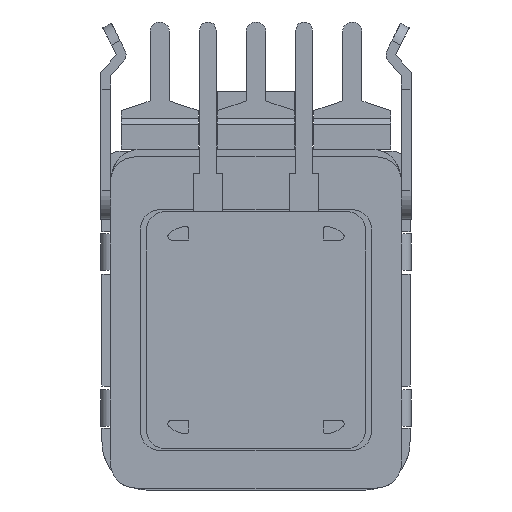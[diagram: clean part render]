
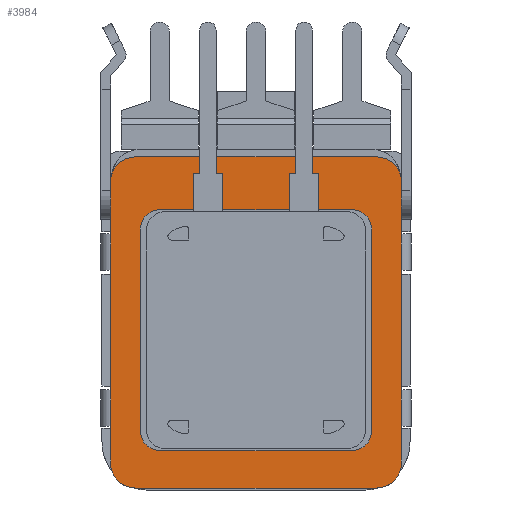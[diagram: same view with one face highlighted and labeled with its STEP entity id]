
A CAD part, front view. The second image highlights one B-rep face of the part: STEP entity #3984.
In plain terms, the highlighted planar face has unit normal (0, -1, 0).
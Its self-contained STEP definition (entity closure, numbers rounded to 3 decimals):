
#3798 = VERTEX_POINT('',#3799);
#3799 = CARTESIAN_POINT('',(6.,-3.55,-5.25));
#3805 = EDGE_CURVE('',#3806,#3798,#3808,.T.);
#3806 = VERTEX_POINT('',#3807);
#3807 = CARTESIAN_POINT('',(5.,-3.55,-6.25));
#3808 = CIRCLE('',#3809,1.);
#3809 = AXIS2_PLACEMENT_3D('',#3810,#3811,#3812);
#3810 = CARTESIAN_POINT('',(5.,-3.55,-5.25));
#3811 = DIRECTION('',(0.,-1.,0.));
#3812 = DIRECTION('',(0.,0.,-1.));
#3966 = EDGE_CURVE('',#3806,#3967,#3969,.T.);
#3967 = VERTEX_POINT('',#3968);
#3968 = CARTESIAN_POINT('',(-5.,-3.55,-6.25));
#3969 = LINE('',#3970,#3971);
#3970 = CARTESIAN_POINT('',(5.,-3.55,-6.25));
#3971 = VECTOR('',#3972,1.);
#3972 = DIRECTION('',(-1.,0.,0.));
#3984 = ADVANCED_FACE('',(#3985,#4135),#4188,.T.);
#3985 = FACE_BOUND('',#3986,.F.);
#3986 = EDGE_LOOP('',(#3987,#3997,#4005,#4013,#4022,#4030,#4039,#4047,
    #4055,#4063,#4071,#4079,#4087,#4096,#4104,#4113,#4121,#4129));
#3987 = ORIENTED_EDGE('',*,*,#3988,.F.);
#3988 = EDGE_CURVE('',#3989,#3991,#3993,.T.);
#3989 = VERTEX_POINT('',#3990);
#3990 = CARTESIAN_POINT('',(-7.55,-3.55,5.));
#3991 = VERTEX_POINT('',#3992);
#3992 = CARTESIAN_POINT('',(-7.55,-3.55,3.1));
#3993 = LINE('',#3994,#3995);
#3994 = CARTESIAN_POINT('',(-7.55,-3.55,5.));
#3995 = VECTOR('',#3996,1.);
#3996 = DIRECTION('',(0.,0.,-1.));
#3997 = ORIENTED_EDGE('',*,*,#3998,.F.);
#3998 = EDGE_CURVE('',#3999,#3989,#4001,.T.);
#3999 = VERTEX_POINT('',#4000);
#4000 = CARTESIAN_POINT('',(-7.55,-3.55,5.75));
#4001 = LINE('',#4002,#4003);
#4002 = CARTESIAN_POINT('',(-7.55,-3.55,5.75));
#4003 = VECTOR('',#4004,1.);
#4004 = DIRECTION('',(0.,0.,-1.));
#4005 = ORIENTED_EDGE('',*,*,#4006,.F.);
#4006 = EDGE_CURVE('',#4007,#3999,#4009,.T.);
#4007 = VERTEX_POINT('',#4008);
#4008 = CARTESIAN_POINT('',(-7.55,-3.55,7.7));
#4009 = LINE('',#4010,#4011);
#4010 = CARTESIAN_POINT('',(-7.55,-3.55,7.7));
#4011 = VECTOR('',#4012,1.);
#4012 = DIRECTION('',(0.,0.,-1.));
#4013 = ORIENTED_EDGE('',*,*,#4014,.T.);
#4014 = EDGE_CURVE('',#4007,#4015,#4017,.T.);
#4015 = VERTEX_POINT('',#4016);
#4016 = CARTESIAN_POINT('',(-6.25,-3.55,9.));
#4017 = CIRCLE('',#4018,1.3);
#4018 = AXIS2_PLACEMENT_3D('',#4019,#4020,#4021);
#4019 = CARTESIAN_POINT('',(-6.25,-3.55,7.7));
#4020 = DIRECTION('',(0.,1.,0.));
#4021 = DIRECTION('',(-1.,0.,0.));
#4022 = ORIENTED_EDGE('',*,*,#4023,.F.);
#4023 = EDGE_CURVE('',#4024,#4015,#4026,.T.);
#4024 = VERTEX_POINT('',#4025);
#4025 = CARTESIAN_POINT('',(6.25,-3.55,9.));
#4026 = LINE('',#4027,#4028);
#4027 = CARTESIAN_POINT('',(6.25,-3.55,9.));
#4028 = VECTOR('',#4029,1.);
#4029 = DIRECTION('',(-1.,0.,0.));
#4030 = ORIENTED_EDGE('',*,*,#4031,.T.);
#4031 = EDGE_CURVE('',#4024,#4032,#4034,.T.);
#4032 = VERTEX_POINT('',#4033);
#4033 = CARTESIAN_POINT('',(7.55,-3.55,7.7));
#4034 = CIRCLE('',#4035,1.3);
#4035 = AXIS2_PLACEMENT_3D('',#4036,#4037,#4038);
#4036 = CARTESIAN_POINT('',(6.25,-3.55,7.7));
#4037 = DIRECTION('',(0.,1.,0.));
#4038 = DIRECTION('',(0.,-0.,1.));
#4039 = ORIENTED_EDGE('',*,*,#4040,.T.);
#4040 = EDGE_CURVE('',#4032,#4041,#4043,.T.);
#4041 = VERTEX_POINT('',#4042);
#4042 = CARTESIAN_POINT('',(7.55,-3.55,5.75));
#4043 = LINE('',#4044,#4045);
#4044 = CARTESIAN_POINT('',(7.55,-3.55,7.7));
#4045 = VECTOR('',#4046,1.);
#4046 = DIRECTION('',(0.,0.,-1.));
#4047 = ORIENTED_EDGE('',*,*,#4048,.F.);
#4048 = EDGE_CURVE('',#4049,#4041,#4051,.T.);
#4049 = VERTEX_POINT('',#4050);
#4050 = CARTESIAN_POINT('',(7.55,-3.55,5.));
#4051 = LINE('',#4052,#4053);
#4052 = CARTESIAN_POINT('',(7.55,-3.55,5.));
#4053 = VECTOR('',#4054,1.);
#4054 = DIRECTION('',(0.,0.,1.));
#4055 = ORIENTED_EDGE('',*,*,#4056,.F.);
#4056 = EDGE_CURVE('',#4057,#4049,#4059,.T.);
#4057 = VERTEX_POINT('',#4058);
#4058 = CARTESIAN_POINT('',(7.55,-3.55,3.1));
#4059 = LINE('',#4060,#4061);
#4060 = CARTESIAN_POINT('',(7.55,-3.55,3.1));
#4061 = VECTOR('',#4062,1.);
#4062 = DIRECTION('',(0.,0.,1.));
#4063 = ORIENTED_EDGE('',*,*,#4064,.F.);
#4064 = EDGE_CURVE('',#4065,#4057,#4067,.T.);
#4065 = VERTEX_POINT('',#4066);
#4066 = CARTESIAN_POINT('',(7.55,-3.55,-3.1));
#4067 = LINE('',#4068,#4069);
#4068 = CARTESIAN_POINT('',(7.55,-3.55,-3.1));
#4069 = VECTOR('',#4070,1.);
#4070 = DIRECTION('',(0.,0.,1.));
#4071 = ORIENTED_EDGE('',*,*,#4072,.F.);
#4072 = EDGE_CURVE('',#4073,#4065,#4075,.T.);
#4073 = VERTEX_POINT('',#4074);
#4074 = CARTESIAN_POINT('',(7.55,-3.55,-5.));
#4075 = LINE('',#4076,#4077);
#4076 = CARTESIAN_POINT('',(7.55,-3.55,-5.));
#4077 = VECTOR('',#4078,1.);
#4078 = DIRECTION('',(0.,0.,1.));
#4079 = ORIENTED_EDGE('',*,*,#4080,.F.);
#4080 = EDGE_CURVE('',#4081,#4073,#4083,.T.);
#4081 = VERTEX_POINT('',#4082);
#4082 = CARTESIAN_POINT('',(7.55,-3.55,-6.9));
#4083 = LINE('',#4084,#4085);
#4084 = CARTESIAN_POINT('',(7.55,-3.55,-6.9));
#4085 = VECTOR('',#4086,1.);
#4086 = DIRECTION('',(0.,0.,1.));
#4087 = ORIENTED_EDGE('',*,*,#4088,.T.);
#4088 = EDGE_CURVE('',#4081,#4089,#4091,.T.);
#4089 = VERTEX_POINT('',#4090);
#4090 = CARTESIAN_POINT('',(6.25,-3.55,-8.2));
#4091 = CIRCLE('',#4092,1.3);
#4092 = AXIS2_PLACEMENT_3D('',#4093,#4094,#4095);
#4093 = CARTESIAN_POINT('',(6.25,-3.55,-6.9));
#4094 = DIRECTION('',(-0.,1.,0.));
#4095 = DIRECTION('',(1.,0.,0.));
#4096 = ORIENTED_EDGE('',*,*,#4097,.F.);
#4097 = EDGE_CURVE('',#4098,#4089,#4100,.T.);
#4098 = VERTEX_POINT('',#4099);
#4099 = CARTESIAN_POINT('',(-6.25,-3.55,-8.2));
#4100 = LINE('',#4101,#4102);
#4101 = CARTESIAN_POINT('',(-6.25,-3.55,-8.2));
#4102 = VECTOR('',#4103,1.);
#4103 = DIRECTION('',(1.,0.,0.));
#4104 = ORIENTED_EDGE('',*,*,#4105,.T.);
#4105 = EDGE_CURVE('',#4098,#4106,#4108,.T.);
#4106 = VERTEX_POINT('',#4107);
#4107 = CARTESIAN_POINT('',(-7.55,-3.55,-6.9));
#4108 = CIRCLE('',#4109,1.3);
#4109 = AXIS2_PLACEMENT_3D('',#4110,#4111,#4112);
#4110 = CARTESIAN_POINT('',(-6.25,-3.55,-6.9));
#4111 = DIRECTION('',(0.,1.,0.));
#4112 = DIRECTION('',(0.,0.,-1.));
#4113 = ORIENTED_EDGE('',*,*,#4114,.F.);
#4114 = EDGE_CURVE('',#4115,#4106,#4117,.T.);
#4115 = VERTEX_POINT('',#4116);
#4116 = CARTESIAN_POINT('',(-7.55,-3.55,-5.));
#4117 = LINE('',#4118,#4119);
#4118 = CARTESIAN_POINT('',(-7.55,-3.55,-5.));
#4119 = VECTOR('',#4120,1.);
#4120 = DIRECTION('',(0.,0.,-1.));
#4121 = ORIENTED_EDGE('',*,*,#4122,.F.);
#4122 = EDGE_CURVE('',#4123,#4115,#4125,.T.);
#4123 = VERTEX_POINT('',#4124);
#4124 = CARTESIAN_POINT('',(-7.55,-3.55,-3.1));
#4125 = LINE('',#4126,#4127);
#4126 = CARTESIAN_POINT('',(-7.55,-3.55,-3.1));
#4127 = VECTOR('',#4128,1.);
#4128 = DIRECTION('',(0.,0.,-1.));
#4129 = ORIENTED_EDGE('',*,*,#4130,.F.);
#4130 = EDGE_CURVE('',#3991,#4123,#4131,.T.);
#4131 = LINE('',#4132,#4133);
#4132 = CARTESIAN_POINT('',(-7.55,-3.55,3.1));
#4133 = VECTOR('',#4134,1.);
#4134 = DIRECTION('',(0.,0.,-1.));
#4135 = FACE_BOUND('',#4136,.F.);
#4136 = EDGE_LOOP('',(#4137,#4138,#4139,#4147,#4156,#4164,#4173,#4181));
#4137 = ORIENTED_EDGE('',*,*,#3966,.F.);
#4138 = ORIENTED_EDGE('',*,*,#3805,.T.);
#4139 = ORIENTED_EDGE('',*,*,#4140,.F.);
#4140 = EDGE_CURVE('',#4141,#3798,#4143,.T.);
#4141 = VERTEX_POINT('',#4142);
#4142 = CARTESIAN_POINT('',(6.,-3.55,5.25));
#4143 = LINE('',#4144,#4145);
#4144 = CARTESIAN_POINT('',(6.,-3.55,5.25));
#4145 = VECTOR('',#4146,1.);
#4146 = DIRECTION('',(0.,0.,-1.));
#4147 = ORIENTED_EDGE('',*,*,#4148,.T.);
#4148 = EDGE_CURVE('',#4141,#4149,#4151,.T.);
#4149 = VERTEX_POINT('',#4150);
#4150 = CARTESIAN_POINT('',(5.,-3.55,6.25));
#4151 = CIRCLE('',#4152,1.);
#4152 = AXIS2_PLACEMENT_3D('',#4153,#4154,#4155);
#4153 = CARTESIAN_POINT('',(5.,-3.55,5.25));
#4154 = DIRECTION('',(0.,-1.,0.));
#4155 = DIRECTION('',(1.,0.,0.));
#4156 = ORIENTED_EDGE('',*,*,#4157,.F.);
#4157 = EDGE_CURVE('',#4158,#4149,#4160,.T.);
#4158 = VERTEX_POINT('',#4159);
#4159 = CARTESIAN_POINT('',(-5.,-3.55,6.25));
#4160 = LINE('',#4161,#4162);
#4161 = CARTESIAN_POINT('',(-5.,-3.55,6.25));
#4162 = VECTOR('',#4163,1.);
#4163 = DIRECTION('',(1.,0.,0.));
#4164 = ORIENTED_EDGE('',*,*,#4165,.T.);
#4165 = EDGE_CURVE('',#4158,#4166,#4168,.T.);
#4166 = VERTEX_POINT('',#4167);
#4167 = CARTESIAN_POINT('',(-6.,-3.55,5.25));
#4168 = CIRCLE('',#4169,1.);
#4169 = AXIS2_PLACEMENT_3D('',#4170,#4171,#4172);
#4170 = CARTESIAN_POINT('',(-5.,-3.55,5.25));
#4171 = DIRECTION('',(0.,-1.,0.));
#4172 = DIRECTION('',(0.,0.,1.));
#4173 = ORIENTED_EDGE('',*,*,#4174,.F.);
#4174 = EDGE_CURVE('',#4175,#4166,#4177,.T.);
#4175 = VERTEX_POINT('',#4176);
#4176 = CARTESIAN_POINT('',(-6.,-3.55,-5.25));
#4177 = LINE('',#4178,#4179);
#4178 = CARTESIAN_POINT('',(-6.,-3.55,-5.25));
#4179 = VECTOR('',#4180,1.);
#4180 = DIRECTION('',(0.,0.,1.));
#4181 = ORIENTED_EDGE('',*,*,#4182,.T.);
#4182 = EDGE_CURVE('',#4175,#3967,#4183,.T.);
#4183 = CIRCLE('',#4184,1.);
#4184 = AXIS2_PLACEMENT_3D('',#4185,#4186,#4187);
#4185 = CARTESIAN_POINT('',(-5.,-3.55,-5.25));
#4186 = DIRECTION('',(0.,-1.,0.));
#4187 = DIRECTION('',(-1.,0.,0.));
#4188 = PLANE('',#4189);
#4189 = AXIS2_PLACEMENT_3D('',#4190,#4191,#4192);
#4190 = CARTESIAN_POINT('',(0.,-3.55,0.));
#4191 = DIRECTION('',(0.,-1.,0.));
#4192 = DIRECTION('',(-1.,0.,0.));
